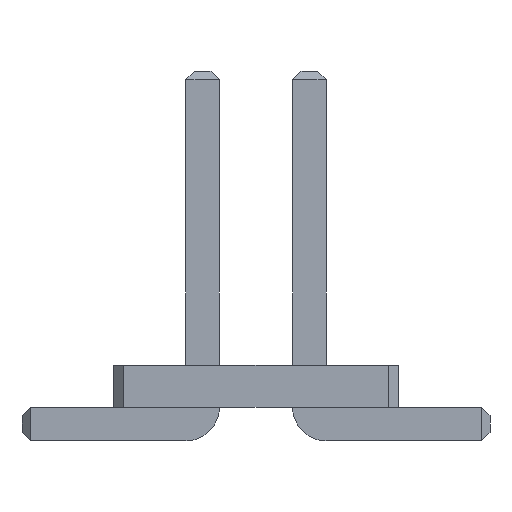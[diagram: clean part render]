
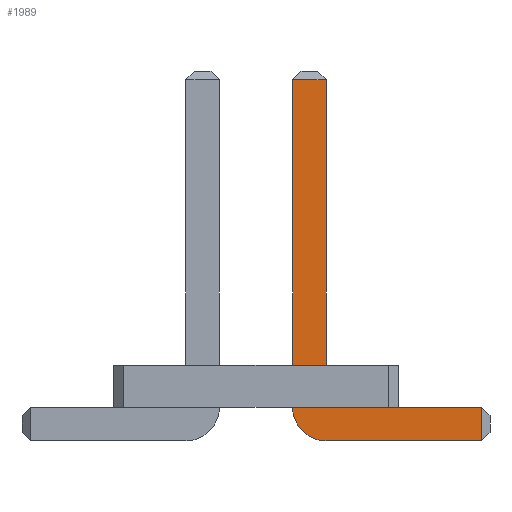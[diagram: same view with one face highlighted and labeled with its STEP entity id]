
A CAD part, front view. The second image highlights one B-rep face of the part: STEP entity #1989.
In plain terms, the highlighted planar face has unit normal (0, -1, 0).
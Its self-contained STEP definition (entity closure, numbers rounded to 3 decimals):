
#13=DIRECTION('',(0.,0.,1.));
#67=DIRECTION('',(1.,0.,0.));
#839=VECTOR('',#67,1.);
#850=DIRECTION('',(0.,1.,0.));
#892=DIRECTION('',(-1.,0.,0.));
#1661=VECTOR('',#892,1.);
#1800=DIRECTION('',(-0.,1.,0.));
#1801=DIRECTION('',(0.,0.,-1.));
#1808=VECTOR('',#1809,1.);
#1809=DIRECTION('',(0.,0.,1.));
#1820=VECTOR('',#1801,1.);
#1838=VERTEX_POINT('',#1839);
#1839=CARTESIAN_POINT('',(2.685,-8.455,0.));
#1842=ORIENTED_EDGE('',*,*,#1843,.T.);
#1843=EDGE_CURVE('',#1838,#1844,#1846,.T.);
#1844=VERTEX_POINT('',#1845);
#1845=CARTESIAN_POINT('',(0.835,-8.455,0.));
#1846=LINE('',#1847,#1661);
#1847=CARTESIAN_POINT('',(2.785,-8.455,0.));
#1884=VERTEX_POINT('',#1885);
#1885=CARTESIAN_POINT('',(0.435,-8.455,0.4));
#1888=EDGE_CURVE('',#1844,#1884,#1889,.T.);
#1889=CIRCLE('',#1890,0.4);
#1890=AXIS2_PLACEMENT_3D('',#1891,#1800,#1801);
#1891=CARTESIAN_POINT('',(0.835,-8.455,0.4));
#1900=VERTEX_POINT('',#1891);
#1902=ORIENTED_EDGE('',*,*,#1903,.T.);
#1903=EDGE_CURVE('',#1900,#1904,#1906,.T.);
#1904=VERTEX_POINT('',#1905);
#1905=CARTESIAN_POINT('',(2.685,-8.455,0.4));
#1906=LINE('',#1891,#839);
#1916=ORIENTED_EDGE('',*,*,#1917,.T.);
#1917=EDGE_CURVE('',#1884,#1918,#1920,.T.);
#1918=VERTEX_POINT('',#1919);
#1919=CARTESIAN_POINT('',(0.435,-8.455,4.3));
#1920=LINE('',#1921,#1808);
#1921=CARTESIAN_POINT('',(0.435,-8.455,0.));
#1934=VERTEX_POINT('',#1935);
#1935=CARTESIAN_POINT('',(0.835,-8.455,4.3));
#1937=ORIENTED_EDGE('',*,*,#1938,.T.);
#1938=EDGE_CURVE('',#1934,#1900,#1939,.T.);
#1939=LINE('',#1940,#1820);
#1940=CARTESIAN_POINT('',(0.835,-8.455,4.4));
#1989=ADVANCED_FACE('',(#1990),#1999,.F.);
#1990=FACE_BOUND('',#1991,.F.);
#1991=EDGE_LOOP('',(#1842,#1992,#1916,#1993,#1937,#1902,#1996));
#1992=ORIENTED_EDGE('',*,*,#1888,.T.);
#1993=ORIENTED_EDGE('',*,*,#1994,.T.);
#1994=EDGE_CURVE('',#1918,#1934,#1995,.T.);
#1995=LINE('',#1919,#839);
#1996=ORIENTED_EDGE('',*,*,#1997,.T.);
#1997=EDGE_CURVE('',#1904,#1838,#1998,.T.);
#1998=LINE('',#1905,#1820);
#1999=PLANE('',#2000);
#2000=AXIS2_PLACEMENT_3D('',#2001,#850,#13);
#2001=CARTESIAN_POINT('',(1.032,-8.455,1.622));
